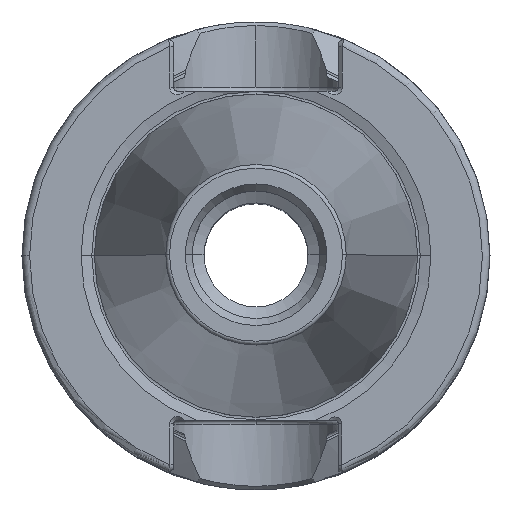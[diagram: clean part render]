
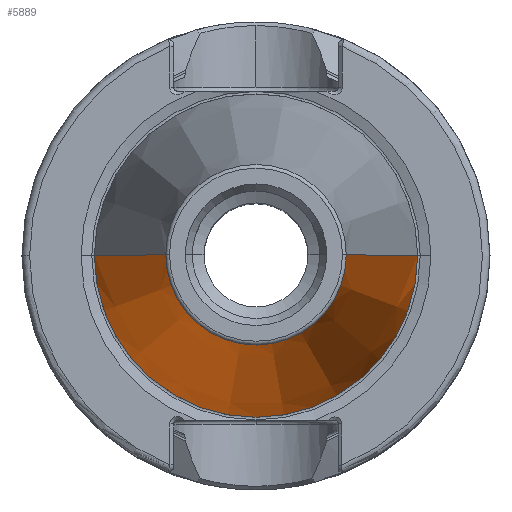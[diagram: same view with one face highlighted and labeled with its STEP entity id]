
A CAD part, top view. The second image highlights one B-rep face of the part: STEP entity #5889.
In plain terms, the highlighted conical face has half-angle 8.298 degrees and reference radius 8.816 mm.
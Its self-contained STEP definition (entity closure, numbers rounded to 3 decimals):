
#28 = DIRECTION ( 'NONE',  ( 0., 0., -1. ) ) ;
#34 = VERTEX_POINT ( 'NONE', #5086 ) ;
#321 = DIRECTION ( 'NONE',  ( 0., 0., -1. ) ) ;
#531 = CONICAL_SURFACE ( 'NONE', #4776, 8.816, 0.145 ) ;
#603 = EDGE_LOOP ( 'NONE', ( #2292, #759, #5082, #4275 ) ) ;
#712 = VECTOR ( 'NONE', #1335, 1000. ) ;
#759 = ORIENTED_EDGE ( 'NONE', *, *, #5944, .T. ) ;
#865 = CARTESIAN_POINT ( 'NONE',  ( -8.816, 0., 48.4 ) ) ;
#918 = AXIS2_PLACEMENT_3D ( 'NONE', #2849, #28, #3339 ) ;
#993 = LINE ( 'NONE', #3946, #4627 ) ;
#1214 = CARTESIAN_POINT ( 'NONE',  ( -15.875, 0., 0. ) ) ;
#1335 = DIRECTION ( 'NONE',  ( -0.144, 0., -0.99 ) ) ;
#1582 = VERTEX_POINT ( 'NONE', #6088 ) ;
#2192 = CARTESIAN_POINT ( 'NONE',  ( 0., 0., 48.4 ) ) ;
#2292 = ORIENTED_EDGE ( 'NONE', *, *, #3605, .F. ) ;
#2721 = DIRECTION ( 'NONE',  ( 0., 0., -1. ) ) ;
#2849 = CARTESIAN_POINT ( 'NONE',  ( 0., 0., 0. ) ) ;
#3065 = CIRCLE ( 'NONE', #5734, 8.863 ) ;
#3174 = DIRECTION ( 'NONE',  ( -1., 0., 0. ) ) ;
#3256 = VERTEX_POINT ( 'NONE', #3985 ) ;
#3339 = DIRECTION ( 'NONE',  ( -1., 0., 0. ) ) ;
#3605 = EDGE_CURVE ( 'NONE', #1582, #34, #993, .T. ) ;
#3946 = CARTESIAN_POINT ( 'NONE',  ( 8.816, 0., 48.4 ) ) ;
#3985 = CARTESIAN_POINT ( 'NONE',  ( -8.863, 0., 48.079 ) ) ;
#4169 = LINE ( 'NONE', #865, #712 ) ;
#4275 = ORIENTED_EDGE ( 'NONE', *, *, #4850, .F. ) ;
#4627 = VECTOR ( 'NONE', #4918, 1000. ) ;
#4776 = AXIS2_PLACEMENT_3D ( 'NONE', #2192, #321, #3174 ) ;
#4850 = EDGE_CURVE ( 'NONE', #34, #5806, #6033, .T. ) ;
#4918 = DIRECTION ( 'NONE',  ( 0.144, 0., -0.99 ) ) ;
#5082 = ORIENTED_EDGE ( 'NONE', *, *, #5966, .T. ) ;
#5086 = CARTESIAN_POINT ( 'NONE',  ( 15.875, 0., 0. ) ) ;
#5589 = CARTESIAN_POINT ( 'NONE',  ( 0., 0., 48.079 ) ) ;
#5734 = AXIS2_PLACEMENT_3D ( 'NONE', #5589, #2721, #6056 ) ;
#5806 = VERTEX_POINT ( 'NONE', #1214 ) ;
#5889 = ADVANCED_FACE ( 'NONE', ( #6044 ), #531, .T. ) ;
#5944 = EDGE_CURVE ( 'NONE', #1582, #3256, #3065, .T. ) ;
#5966 = EDGE_CURVE ( 'NONE', #3256, #5806, #4169, .T. ) ;
#6033 = CIRCLE ( 'NONE', #918, 15.875 ) ;
#6044 = FACE_OUTER_BOUND ( 'NONE', #603, .T. ) ;
#6056 = DIRECTION ( 'NONE',  ( 1., 0., 0. ) ) ;
#6088 = CARTESIAN_POINT ( 'NONE',  ( 8.863, 0., 48.079 ) ) ;
